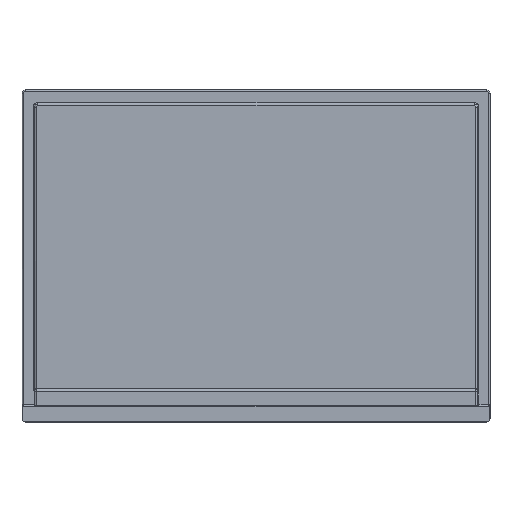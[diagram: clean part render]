
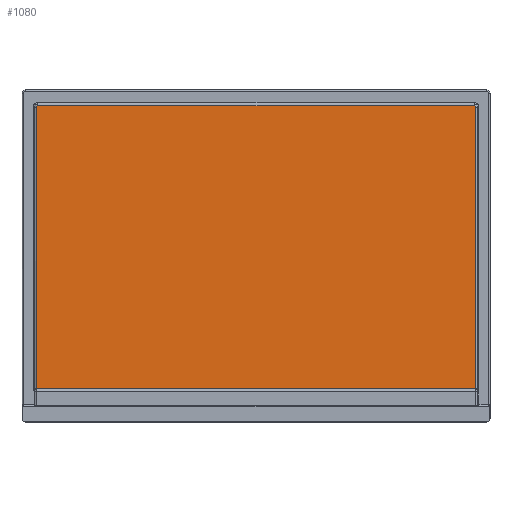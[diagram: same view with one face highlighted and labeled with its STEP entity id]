
A CAD part, top view. The second image highlights one B-rep face of the part: STEP entity #1080.
In plain terms, the highlighted planar face has unit normal (0, 0, 1).
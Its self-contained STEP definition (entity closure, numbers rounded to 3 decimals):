
#59=PLANE('',#1224);
#126=FACE_OUTER_BOUND('',#194,.T.);
#194=EDGE_LOOP('',(#955,#956,#957,#958,#959,#960));
#229=LINE('',#1811,#306);
#263=LINE('',#2002,#340);
#264=LINE('',#2018,#341);
#265=LINE('',#2032,#342);
#306=VECTOR('',#1374,10.);
#340=VECTOR('',#1478,10.);
#341=VECTOR('',#1487,10.);
#342=VECTOR('',#1494,10.);
#402=CIRCLE('',#1192,0.5);
#405=CIRCLE('',#1196,0.5);
#469=VERTEX_POINT('',#1799);
#471=VERTEX_POINT('',#1809);
#498=VERTEX_POINT('',#2000);
#499=VERTEX_POINT('',#2012);
#500=VERTEX_POINT('',#2016);
#501=VERTEX_POINT('',#2028);
#581=EDGE_CURVE('',#471,#469,#229,.T.);
#634=EDGE_CURVE('',#498,#471,#263,.T.);
#636=EDGE_CURVE('',#499,#498,#402,.T.);
#638=EDGE_CURVE('',#500,#499,#264,.T.);
#640=EDGE_CURVE('',#501,#500,#405,.T.);
#641=EDGE_CURVE('',#469,#501,#265,.T.);
#955=ORIENTED_EDGE('',*,*,#581,.F.);
#956=ORIENTED_EDGE('',*,*,#634,.F.);
#957=ORIENTED_EDGE('',*,*,#636,.F.);
#958=ORIENTED_EDGE('',*,*,#638,.F.);
#959=ORIENTED_EDGE('',*,*,#640,.F.);
#960=ORIENTED_EDGE('',*,*,#641,.F.);
#1080=ADVANCED_FACE('',(#126),#59,.T.);
#1192=AXIS2_PLACEMENT_3D('',#2014,#1481,#1482);
#1196=AXIS2_PLACEMENT_3D('',#2030,#1490,#1491);
#1224=AXIS2_PLACEMENT_3D('',#2115,#1555,#1556);
#1374=DIRECTION('',(-1.,0.,0.));
#1478=DIRECTION('',(0.,-1.,0.));
#1481=DIRECTION('center_axis',(0.,0.,-1.));
#1482=DIRECTION('ref_axis',(0.707,0.707,0.));
#1487=DIRECTION('',(1.,0.,0.));
#1490=DIRECTION('center_axis',(0.,0.,-1.));
#1491=DIRECTION('ref_axis',(-0.707,0.707,0.));
#1494=DIRECTION('',(0.,1.,0.));
#1555=DIRECTION('center_axis',(0.,0.,1.));
#1556=DIRECTION('ref_axis',(1.,0.,0.));
#1799=CARTESIAN_POINT('',(-69.5,-41.966,4.));
#1809=CARTESIAN_POINT('',(69.5,-41.966,4.));
#1811=CARTESIAN_POINT('',(35.,-41.966,4.));
#2000=CARTESIAN_POINT('',(69.5,47.,4.));
#2002=CARTESIAN_POINT('',(69.5,-19.875,4.));
#2012=CARTESIAN_POINT('',(69.,47.5,4.));
#2014=CARTESIAN_POINT('Origin',(69.,47.,4.));
#2016=CARTESIAN_POINT('',(-69.,47.5,4.));
#2018=CARTESIAN_POINT('',(34.5,47.5,4.));
#2028=CARTESIAN_POINT('',(-69.5,47.,4.));
#2030=CARTESIAN_POINT('Origin',(-69.,47.,4.));
#2032=CARTESIAN_POINT('',(-69.5,24.875,4.));
#2115=CARTESIAN_POINT('Origin',(0.,2.75,4.));
